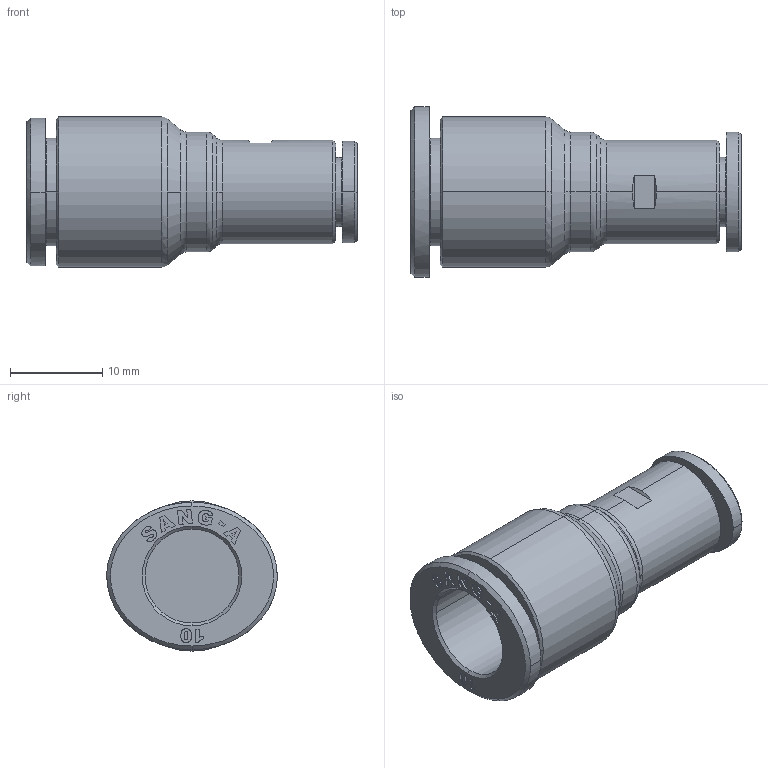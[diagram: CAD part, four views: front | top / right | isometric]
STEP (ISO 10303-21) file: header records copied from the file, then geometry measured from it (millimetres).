
FILE_DESCRIPTION (( 'STEP AP214' ), '1' );
FILE_NAME ('PG10-06.STEP', '2015-08-18T11:38:56', ( '' ), ( '' ), 'SwSTEP 2.0', 'SolidWorks 2015', '' );
FILE_SCHEMA (( 'AUTOMOTIVE_DESIGN' ));
Length unit declared in the file: millimetre
Products named in the file (2): ｦ+ﾃｦ1; PG10-06
Assembly tree (1 placements, depth 2):
  PG10-06
    ｦ+ﾃｦ1
Bounding box: 35.85 x 18.5 x 16.3 mm (x, y, z)
Volume: 3277.4 mm3; surface area: 3154.2 mm2
Topology: 1 solids, 1 shells, 638 faces, 1813 edges, 1204 vertices
Faces by surface type: plane 551, bspline 45, cylinder 24, cone 14, torus 4
Entity records: 22601 total; most frequent: CARTESIAN_POINT 5955, ORIENTED_EDGE 3626, DIRECTION 2991, EDGE_CURVE 1813, VECTOR 1625, LINE 1625, VERTEX_POINT 1204, AXIS2_PLACEMENT_3D 683
